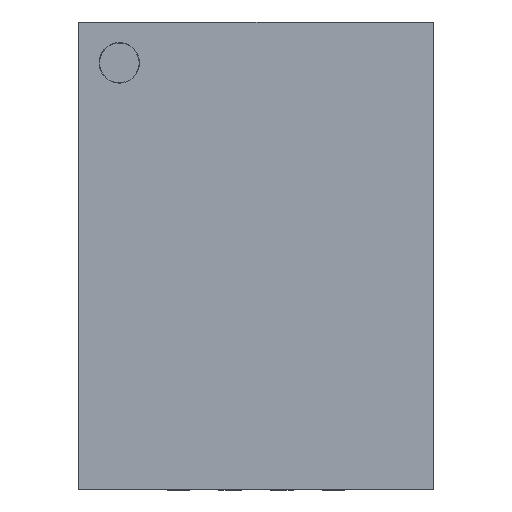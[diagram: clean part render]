
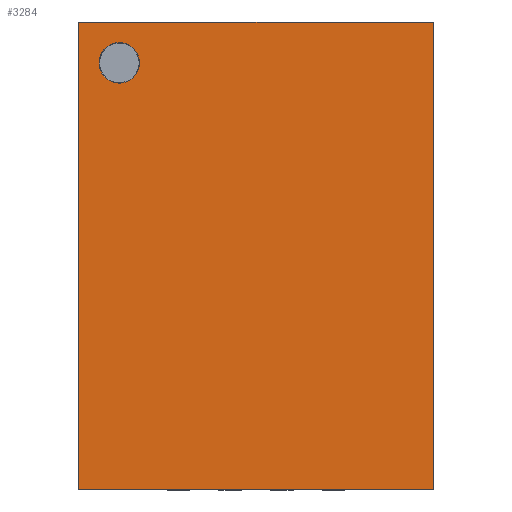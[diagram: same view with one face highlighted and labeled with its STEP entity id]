
A CAD part, top view. The second image highlights one B-rep face of the part: STEP entity #3284.
In plain terms, the highlighted planar face has unit normal (0, 0, 1).
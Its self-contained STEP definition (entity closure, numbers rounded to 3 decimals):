
#228 = CARTESIAN_POINT ( 'NONE',  ( -1.035, 1.715, 0.92 ) ) ;
#270 = DIRECTION ( 'NONE',  ( 0., 1., 0. ) ) ;
#302 = ORIENTED_EDGE ( 'NONE', *, *, #890, .T. ) ;
#401 = EDGE_LOOP ( 'NONE', ( #2724, #1822, #2161, #302 ) ) ;
#422 = VECTOR ( 'NONE', #3385, 1000. ) ;
#472 = CARTESIAN_POINT ( 'NONE',  ( 0., 0., 0.92 ) ) ;
#532 = EDGE_CURVE ( 'NONE', #4661, #1181, #4414, .T. ) ;
#666 = AXIS2_PLACEMENT_3D ( 'NONE', #883, #1254, #4567 ) ;
#682 = FACE_BOUND ( 'NONE', #1532, .T. ) ;
#686 = EDGE_CURVE ( 'NONE', #3427, #4661, #2196, .T. ) ;
#776 = DIRECTION ( 'NONE',  ( 1., 0., 0. ) ) ;
#801 = DIRECTION ( 'NONE',  ( 1., 0., 0. ) ) ;
#883 = CARTESIAN_POINT ( 'NONE',  ( -1.215, 1.715, 0.92 ) ) ;
#890 = EDGE_CURVE ( 'NONE', #1061, #3427, #1575, .T. ) ;
#970 = CARTESIAN_POINT ( 'NONE',  ( 1.575, 2.075, 0.92 ) ) ;
#989 = EDGE_CURVE ( 'NONE', #1582, #2183, #4190, .T. ) ;
#1061 = VERTEX_POINT ( 'NONE', #1735 ) ;
#1117 = DIRECTION ( 'NONE',  ( 0., 0., 1. ) ) ;
#1181 = VERTEX_POINT ( 'NONE', #2519 ) ;
#1254 = DIRECTION ( 'NONE',  ( 0., 0., 1. ) ) ;
#1349 = VECTOR ( 'NONE', #2826, 1000. ) ;
#1383 = CARTESIAN_POINT ( 'NONE',  ( -1.575, 2.075, 0.92 ) ) ;
#1387 = CIRCLE ( 'NONE', #2049, 0.18 ) ;
#1532 = EDGE_LOOP ( 'NONE', ( #4342, #4576 ) ) ;
#1575 = LINE ( 'NONE', #1918, #3676 ) ;
#1582 = VERTEX_POINT ( 'NONE', #228 ) ;
#1616 = CARTESIAN_POINT ( 'NONE',  ( 1.575, -2.075, 0.92 ) ) ;
#1735 = CARTESIAN_POINT ( 'NONE',  ( -1.575, -2.075, 0.92 ) ) ;
#1822 = ORIENTED_EDGE ( 'NONE', *, *, #532, .T. ) ;
#1834 = CARTESIAN_POINT ( 'NONE',  ( -1.395, 1.715, 0.92 ) ) ;
#1918 = CARTESIAN_POINT ( 'NONE',  ( -1.575, -2.075, 0.92 ) ) ;
#2049 = AXIS2_PLACEMENT_3D ( 'NONE', #2651, #1117, #801 ) ;
#2161 = ORIENTED_EDGE ( 'NONE', *, *, #4469, .T. ) ;
#2183 = VERTEX_POINT ( 'NONE', #1834 ) ;
#2196 = LINE ( 'NONE', #3162, #2305 ) ;
#2305 = VECTOR ( 'NONE', #270, 1000. ) ;
#2519 = CARTESIAN_POINT ( 'NONE',  ( -1.575, 2.075, 0.92 ) ) ;
#2651 = CARTESIAN_POINT ( 'NONE',  ( -1.215, 1.715, 0.92 ) ) ;
#2671 = PLANE ( 'NONE',  #3391 ) ;
#2724 = ORIENTED_EDGE ( 'NONE', *, *, #686, .T. ) ;
#2741 = FACE_OUTER_BOUND ( 'NONE', #401, .T. ) ;
#2826 = DIRECTION ( 'NONE',  ( -1., 0., 0. ) ) ;
#3055 = CARTESIAN_POINT ( 'NONE',  ( -1.575, 2.075, 0.92 ) ) ;
#3162 = CARTESIAN_POINT ( 'NONE',  ( 1.575, 2.075, 0.92 ) ) ;
#3284 = ADVANCED_FACE ( 'NONE', ( #682, #2741 ), #2671, .T. ) ;
#3385 = DIRECTION ( 'NONE',  ( 0., -1., 0. ) ) ;
#3391 = AXIS2_PLACEMENT_3D ( 'NONE', #472, #4481, #4126 ) ;
#3427 = VERTEX_POINT ( 'NONE', #1616 ) ;
#3604 = LINE ( 'NONE', #3055, #422 ) ;
#3676 = VECTOR ( 'NONE', #776, 1000. ) ;
#4126 = DIRECTION ( 'NONE',  ( 1., 0., 0. ) ) ;
#4190 = CIRCLE ( 'NONE', #666, 0.18 ) ;
#4342 = ORIENTED_EDGE ( 'NONE', *, *, #989, .F. ) ;
#4414 = LINE ( 'NONE', #1383, #1349 ) ;
#4436 = EDGE_CURVE ( 'NONE', #2183, #1582, #1387, .T. ) ;
#4469 = EDGE_CURVE ( 'NONE', #1181, #1061, #3604, .T. ) ;
#4481 = DIRECTION ( 'NONE',  ( 0., 0., 1. ) ) ;
#4567 = DIRECTION ( 'NONE',  ( 1., 0., 0. ) ) ;
#4576 = ORIENTED_EDGE ( 'NONE', *, *, #4436, .F. ) ;
#4661 = VERTEX_POINT ( 'NONE', #970 ) ;
